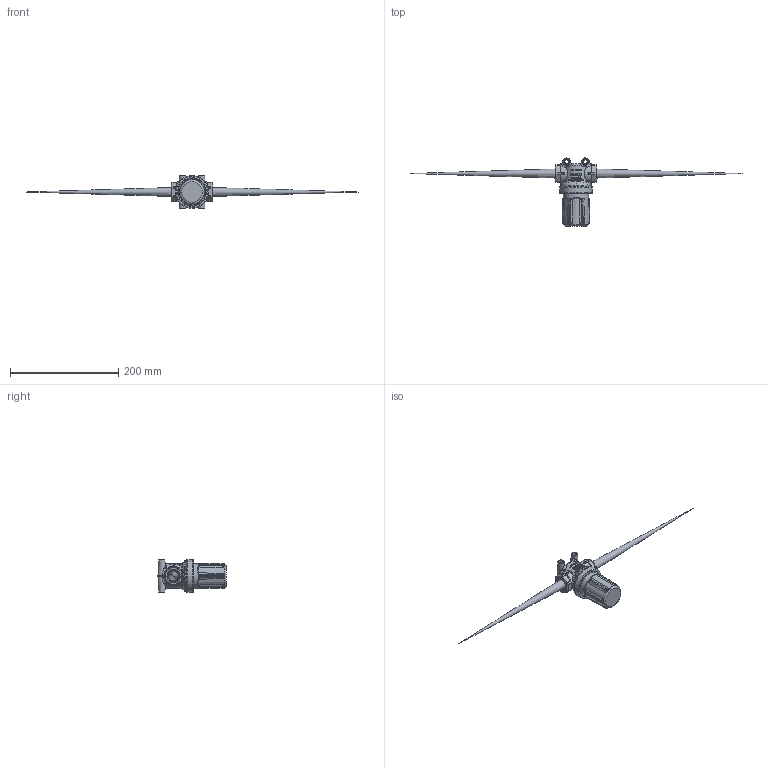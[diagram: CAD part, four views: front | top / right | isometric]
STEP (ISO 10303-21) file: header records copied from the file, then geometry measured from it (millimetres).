
FILE_DESCRIPTION(/* description */ ('1/2" T-Strainer w/ Clear Bowl - 100 Mesh'),/* implementation_level */ '2;1');
FILE_NAME(/* name */ 'LSTM050-100C.stp',/* time_stamp */ '2020-05-12T10:28:26-04:00',/* author */ ('areid'),/* organization */ (''),/* preprocessor_version */ 'ST-DEVELOPER v17.2',/* originating_system */ 'Autodesk Inventor 2019',/* authorisation */ '');
FILE_SCHEMA (('AUTOMOTIVE_DESIGN { 1 0 10303 214 3 1 1 }'));
Length unit declared in the file: inch
Products named in the file (5): LSTM050-100C; LSTM050H; LSTM050G; LST5100; LSTM050BC
Assembly tree (4 placements, depth 2):
  LSTM050-100C
    LSTM050H
    LSTM050G
    LST5100
    LSTM050BC
Bounding box: 612.64 x 125.65 x 60.2 mm (x, y, z)
Volume: 133618.9 mm3; surface area: 123057.9 mm2
Topology: 4 solids, 4 shells, 1383 faces, 3658 edges, 2327 vertices
Faces by surface type: plane 563, bspline 504, cylinder 193, torus 49, cone 47, sphere 27
Full cylindrical faces by diameter (mm): 18.542 x8, 20.32 x1, 23.812 x1, 27.965 x1, 30.734 x1, 39.624 x1, 39.7 x1, 46.228 x3, 47.244 x1, 47.269 x1, 48.044 x2, 50.838 x2, 52.654 x3, 57.15 x1, 60.198 x1
Entity records: 87832 total; most frequent: CARTESIAN_POINT 56580, ORIENTED_EDGE 7216, DIRECTION 5237, EDGE_CURVE 3608, VERTEX_POINT 2323, AXIS2_PLACEMENT_3D 1935, EDGE_LOOP 1485, FACE_OUTER_BOUND 1383
